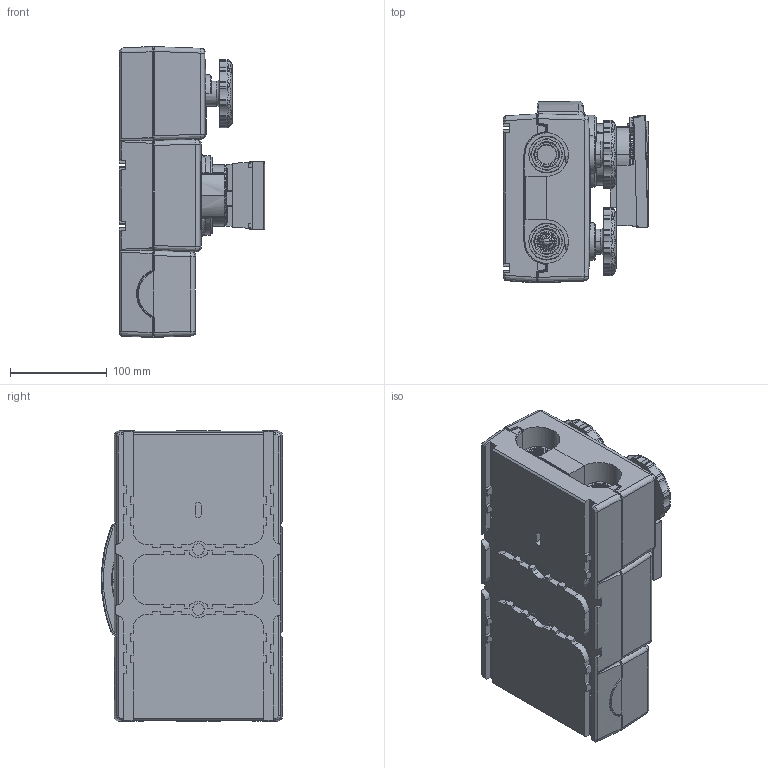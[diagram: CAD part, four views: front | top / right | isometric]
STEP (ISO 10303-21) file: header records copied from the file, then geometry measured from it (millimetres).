
FILE_DESCRIPTION(('CATIA V5 STEP Exchange','CAx-IF Rec.Pracs.--- Model Styling and Organization---1.2---2011-12-15'),'2;1');
FILE_NAME('61003100 GDA311 DN20.stp','2017-05-17T08:37:50+00:00',('none'),('none'),'CATIA Version 5-6 Release 2014 SP4 HF22','CATIA V5 STEP AP214','none');
FILE_SCHEMA(('AUTOMOTIVE_DESIGN { 1 0 10303 214 1 1 1 1 }'));
Products named in the file (1): 7634_AllCATPart
Bounding box: 150.5 x 187.45 x 300.51 mm (x, y, z)
Volume: 4404130.2 mm3; surface area: 416214.3 mm2
Topology: 5 solids, 38 shells, 5451 faces, 14502 edges, 9280 vertices
Faces by surface type: plane 2100, cylinder 1158, bspline 1057, cone 882, torus 150, sphere 102, extrusion 2
Entity records: 205927 total; most frequent: CARTESIAN_POINT 87879, ORIENTED_EDGE 28864, DIRECTION 16999, EDGE_CURVE 14432, VERTEX_POINT 9275, AXIS2_PLACEMENT_3D 6953, VECTOR 6048, LINE 6046
